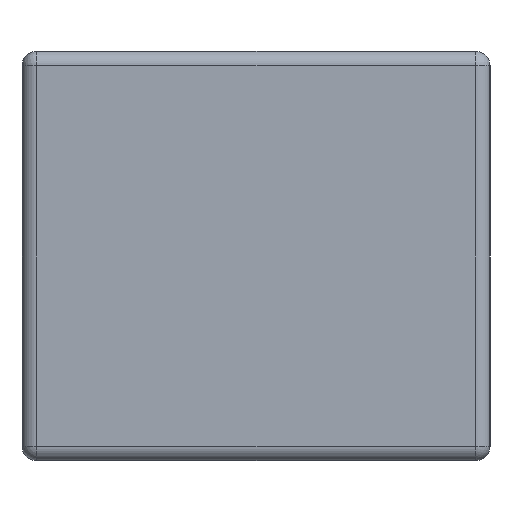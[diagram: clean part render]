
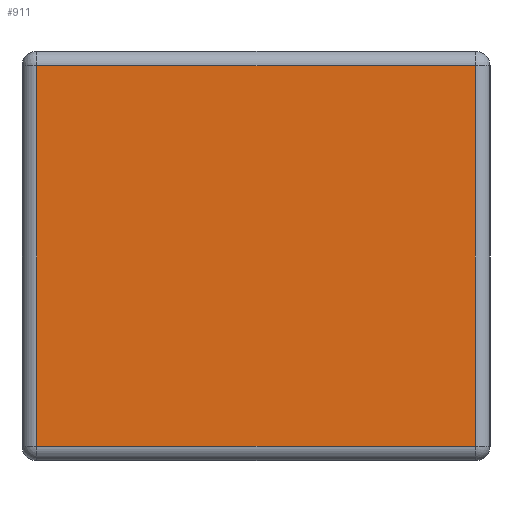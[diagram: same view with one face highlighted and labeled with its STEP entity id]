
A CAD part, left-side view. The second image highlights one B-rep face of the part: STEP entity #911.
In plain terms, the highlighted planar face has unit normal (-1, 0, 0).
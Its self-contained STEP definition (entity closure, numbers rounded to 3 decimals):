
#155=FACE_OUTER_BOUND('',#218,.T.);
#218=EDGE_LOOP('',(#762,#763,#764,#765));
#292=LINE('',#1565,#364);
#293=LINE('',#1571,#365);
#295=LINE('',#1578,#367);
#296=LINE('',#1580,#368);
#364=VECTOR('',#1273,10.);
#365=VECTOR('',#1282,10.);
#367=VECTOR('',#1292,10.);
#368=VECTOR('',#1295,10.);
#441=VERTEX_POINT('',#1547);
#443=VERTEX_POINT('',#1556);
#445=VERTEX_POINT('',#1567);
#446=VERTEX_POINT('',#1574);
#550=EDGE_CURVE('',#441,#443,#292,.T.);
#553=EDGE_CURVE('',#445,#441,#293,.T.);
#557=EDGE_CURVE('',#443,#446,#295,.T.);
#558=EDGE_CURVE('',#446,#445,#296,.T.);
#762=ORIENTED_EDGE('',*,*,#550,.F.);
#763=ORIENTED_EDGE('',*,*,#553,.F.);
#764=ORIENTED_EDGE('',*,*,#558,.F.);
#765=ORIENTED_EDGE('',*,*,#557,.F.);
#850=PLANE('',#1032);
#911=ADVANCED_FACE('',(#155),#850,.T.);
#1032=AXIS2_PLACEMENT_3D('',#1582,#1298,#1299);
#1273=DIRECTION('',(0.,1.,0.));
#1282=DIRECTION('',(0.,0.,-1.));
#1292=DIRECTION('',(0.,0.,1.));
#1295=DIRECTION('',(0.,-1.,0.));
#1298=DIRECTION('center_axis',(-1.,0.,0.));
#1299=DIRECTION('ref_axis',(0.,-1.,0.));
#1547=CARTESIAN_POINT('',(-1.6,-0.75,0.05));
#1556=CARTESIAN_POINT('',(-1.6,0.75,0.05));
#1565=CARTESIAN_POINT('',(-1.6,0.4,0.05));
#1567=CARTESIAN_POINT('',(-1.6,-0.75,1.35));
#1571=CARTESIAN_POINT('',(-1.6,-0.75,0.));
#1574=CARTESIAN_POINT('',(-1.6,0.75,1.35));
#1578=CARTESIAN_POINT('',(-1.6,0.75,0.));
#1580=CARTESIAN_POINT('',(-1.6,0.4,1.35));
#1582=CARTESIAN_POINT('Origin',(-1.6,0.8,0.));
